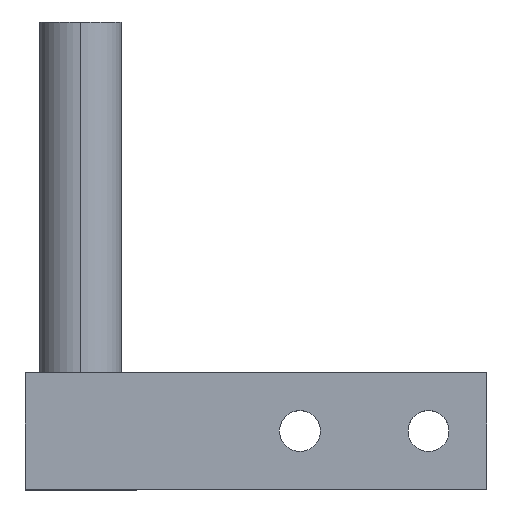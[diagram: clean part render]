
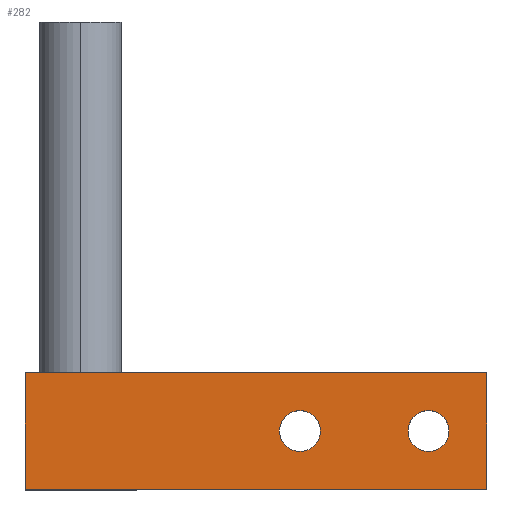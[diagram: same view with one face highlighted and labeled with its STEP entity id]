
A CAD part, top view. The second image highlights one B-rep face of the part: STEP entity #282.
In plain terms, the highlighted planar face has unit normal (0, 0, 1).
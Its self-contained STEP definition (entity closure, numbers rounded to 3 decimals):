
#1 = CARTESIAN_POINT ( 'NONE',  ( 38.5, 0., 22.5 ) ) ;
#7 = VERTEX_POINT ( 'NONE', #359 ) ;
#9 = CARTESIAN_POINT ( 'NONE',  ( 35.25, 5., 22.5 ) ) ;
#20 = CARTESIAN_POINT ( 'NONE',  ( 22.5, 5., 22.5 ) ) ;
#22 = DIRECTION ( 'NONE',  ( 0., 0., 1. ) ) ;
#45 = ORIENTED_EDGE ( 'NONE', *, *, #244, .F. ) ;
#48 = CARTESIAN_POINT ( 'NONE',  ( -1., 10., 22.5 ) ) ;
#53 = DIRECTION ( 'NONE',  ( -1., 0., 0. ) ) ;
#82 = CARTESIAN_POINT ( 'NONE',  ( 33.5, 5., 22.5 ) ) ;
#83 = LINE ( 'NONE', #294, #360 ) ;
#86 = EDGE_CURVE ( 'NONE', #116, #7, #295, .T. ) ;
#87 = DIRECTION ( 'NONE',  ( 1., 0., 0. ) ) ;
#116 = VERTEX_POINT ( 'NONE', #511 ) ;
#117 = DIRECTION ( 'NONE',  ( 0., 0., 1. ) ) ;
#118 = DIRECTION ( 'NONE',  ( 0., 0., 1. ) ) ;
#122 = CARTESIAN_POINT ( 'NONE',  ( 38.5, 10., 22.5 ) ) ;
#131 = ORIENTED_EDGE ( 'NONE', *, *, #254, .F. ) ;
#148 = ORIENTED_EDGE ( 'NONE', *, *, #338, .T. ) ;
#152 = DIRECTION ( 'NONE',  ( 0., -1., 0. ) ) ;
#163 = DIRECTION ( 'NONE',  ( 1., 0., 0. ) ) ;
#165 = EDGE_CURVE ( 'NONE', #384, #448, #367, .T. ) ;
#167 = AXIS2_PLACEMENT_3D ( 'NONE', #82, #498, #87 ) ;
#169 = DIRECTION ( 'NONE',  ( 0., -1., 0. ) ) ;
#199 = EDGE_CURVE ( 'NONE', #380, #482, #429, .T. ) ;
#212 = CARTESIAN_POINT ( 'NONE',  ( 38.5, 0., 22.5 ) ) ;
#216 = AXIS2_PLACEMENT_3D ( 'NONE', #375, #454, #163 ) ;
#218 = VECTOR ( 'NONE', #152, 1000. ) ;
#223 = CARTESIAN_POINT ( 'NONE',  ( -1., 0., 22.5 ) ) ;
#232 = EDGE_LOOP ( 'NONE', ( #446, #523 ) ) ;
#244 = EDGE_CURVE ( 'NONE', #251, #277, #409, .T. ) ;
#247 = CARTESIAN_POINT ( 'NONE',  ( -1., 0., 22.5 ) ) ;
#251 = VERTEX_POINT ( 'NONE', #122 ) ;
#253 = CARTESIAN_POINT ( 'NONE',  ( 0., 0., 22.5 ) ) ;
#254 = EDGE_CURVE ( 'NONE', #448, #384, #300, .T. ) ;
#257 = DIRECTION ( 'NONE',  ( 1., 0., 0. ) ) ;
#262 = CIRCLE ( 'NONE', #216, 1.75 ) ;
#277 = VERTEX_POINT ( 'NONE', #212 ) ;
#280 = EDGE_CURVE ( 'NONE', #482, #277, #83, .T. ) ;
#282 = ADVANCED_FACE ( 'NONE', ( #487, #471, #371 ), #528, .T. ) ;
#285 = AXIS2_PLACEMENT_3D ( 'NONE', #20, #22, #315 ) ;
#290 = LINE ( 'NONE', #343, #493 ) ;
#294 = CARTESIAN_POINT ( 'NONE',  ( 8.5, 0., 22.5 ) ) ;
#295 = CIRCLE ( 'NONE', #285, 1.75 ) ;
#300 = CIRCLE ( 'NONE', #167, 1.75 ) ;
#303 = EDGE_CURVE ( 'NONE', #7, #116, #262, .T. ) ;
#310 = AXIS2_PLACEMENT_3D ( 'NONE', #521, #117, #450 ) ;
#315 = DIRECTION ( 'NONE',  ( 1., 0., 0. ) ) ;
#323 = ORIENTED_EDGE ( 'NONE', *, *, #280, .T. ) ;
#327 = AXIS2_PLACEMENT_3D ( 'NONE', #253, #118, #492 ) ;
#336 = CARTESIAN_POINT ( 'NONE',  ( 31.75, 5., 22.5 ) ) ;
#338 = EDGE_CURVE ( 'NONE', #251, #380, #290, .T. ) ;
#343 = CARTESIAN_POINT ( 'NONE',  ( 8.5, 10., 22.5 ) ) ;
#359 = CARTESIAN_POINT ( 'NONE',  ( 24.25, 5., 22.5 ) ) ;
#360 = VECTOR ( 'NONE', #257, 1000. ) ;
#367 = CIRCLE ( 'NONE', #310, 1.75 ) ;
#371 = FACE_OUTER_BOUND ( 'NONE', #489, .T. ) ;
#373 = ORIENTED_EDGE ( 'NONE', *, *, #199, .T. ) ;
#375 = CARTESIAN_POINT ( 'NONE',  ( 22.5, 5., 22.5 ) ) ;
#380 = VERTEX_POINT ( 'NONE', #48 ) ;
#384 = VERTEX_POINT ( 'NONE', #336 ) ;
#409 = LINE ( 'NONE', #1, #426 ) ;
#426 = VECTOR ( 'NONE', #169, 1000. ) ;
#429 = LINE ( 'NONE', #247, #218 ) ;
#430 = ORIENTED_EDGE ( 'NONE', *, *, #165, .F. ) ;
#446 = ORIENTED_EDGE ( 'NONE', *, *, #303, .F. ) ;
#448 = VERTEX_POINT ( 'NONE', #9 ) ;
#450 = DIRECTION ( 'NONE',  ( 1., 0., 0. ) ) ;
#454 = DIRECTION ( 'NONE',  ( 0., 0., 1. ) ) ;
#471 = FACE_BOUND ( 'NONE', #232, .T. ) ;
#477 = EDGE_LOOP ( 'NONE', ( #131, #430 ) ) ;
#482 = VERTEX_POINT ( 'NONE', #223 ) ;
#487 = FACE_BOUND ( 'NONE', #477, .T. ) ;
#489 = EDGE_LOOP ( 'NONE', ( #323, #45, #148, #373 ) ) ;
#492 = DIRECTION ( 'NONE',  ( 1., 0., 0. ) ) ;
#493 = VECTOR ( 'NONE', #53, 1000. ) ;
#498 = DIRECTION ( 'NONE',  ( 0., 0., 1. ) ) ;
#511 = CARTESIAN_POINT ( 'NONE',  ( 20.75, 5., 22.5 ) ) ;
#521 = CARTESIAN_POINT ( 'NONE',  ( 33.5, 5., 22.5 ) ) ;
#523 = ORIENTED_EDGE ( 'NONE', *, *, #86, .F. ) ;
#528 = PLANE ( 'NONE',  #327 ) ;
